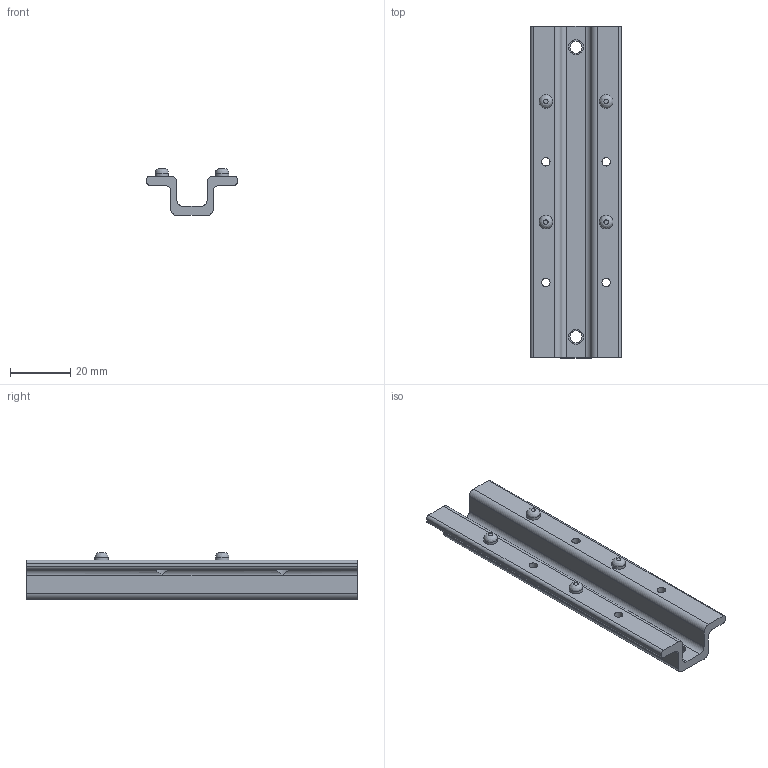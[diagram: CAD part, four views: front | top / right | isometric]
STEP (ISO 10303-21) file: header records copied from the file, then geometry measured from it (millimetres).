
FILE_DESCRIPTION(/* description */ (''),/* implementation_level */ '2;1');
FILE_NAME(/* name */ 'Halterung Multiplexer v1.step',/* time_stamp */ '2024-01-16T13:56:11+01:00',/* author */ (''),/* organization */ (''),/* preprocessor_version */ 'ST-DEVELOPER v20',/* originating_system */ 'Autodesk Translation Framework v12.14.0.127',/* authorisation */ '');
FILE_SCHEMA (('AUTOMOTIVE_DESIGN { 1 0 10303 214 3 1 1 }'));
Length unit declared in the file: millimetre
Products named in the file (1): Halterung Multiplexer
Bounding box: 30 x 110 x 15.5 mm (x, y, z)
Volume: 14168.3 mm3; surface area: 11176.2 mm2
Topology: 1 solids, 1 shells, 56 faces, 140 edges, 92 vertices
Faces by surface type: cylinder 32, plane 20, bspline 4
Full cylindrical faces by diameter (mm): 2.8 x4, 4 x2, 4.5 x4, 5 x2
Entity records: 1897 total; most frequent: CARTESIAN_POINT 465, DIRECTION 302, ORIENTED_EDGE 280, EDGE_CURVE 140, AXIS2_PLACEMENT_3D 117, VERTEX_POINT 92, EDGE_LOOP 74, LINE 68
